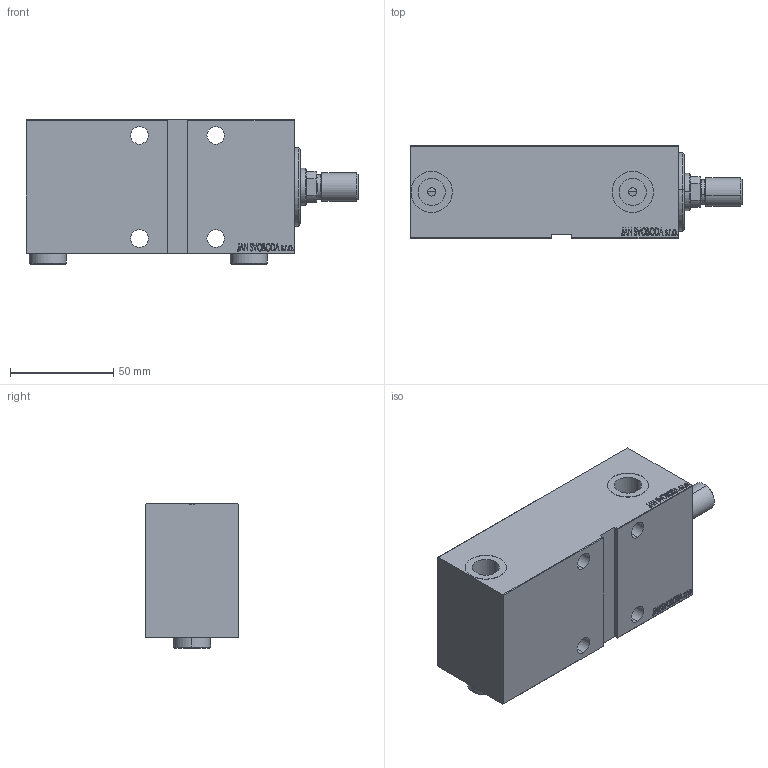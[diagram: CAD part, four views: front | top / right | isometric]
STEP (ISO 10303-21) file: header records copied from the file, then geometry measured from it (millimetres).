
FILE_DESCRIPTION (( 'STEP AP203' ), '1' );
FILE_NAME ('e2e9.STEP', '2024-02-13T08:28:15', ( '' ), ( '' ), 'SwSTEP 2.0', 'SolidWorks 2019', '' );
FILE_SCHEMA (( 'CONFIG_CONTROL_DESIGN' ));
Length unit declared in the file: millimetre
Products named in the file (6): V450CM_MALE_METRIC a24c88359e12c514fc8e2938e50bac36; Zatka_OIL_PORT a24c88359e12c514fc8e2938e50bac36; V450CM_G_VCP a24c88359e12c514fc8e2938e50bac36; V450CM_VC_G a24c88359e12c514fc8e2938e50bac36; e2e9; V450CM_G_Body a24c88359e12c514fc8e2938e50bac36
Assembly tree (6 placements, depth 2):
  e2e9
    V450CM_G_Body a24c88359e12c514fc8e2938e50bac36
    V450CM_G_VCP a24c88359e12c514fc8e2938e50bac36
    V450CM_VC_G a24c88359e12c514fc8e2938e50bac36
    V450CM_MALE_METRIC a24c88359e12c514fc8e2938e50bac36
    Zatka_OIL_PORT a24c88359e12c514fc8e2938e50bac36  x2
Bounding box: 161 x 45 x 69.9 mm (x, y, z)
Volume: 351248.3 mm3; surface area: 67364.3 mm2
Topology: 6 solids, 6 shells, 910 faces, 2314 edges, 1527 vertices
Faces by surface type: plane 444, bspline 380, cylinder 62, cone 22, torus 2
Entity records: 44408 total; most frequent: CARTESIAN_POINT 24647, ORIENTED_EDGE 4544, DIRECTION 2682, EDGE_CURVE 2272, VERTEX_POINT 1503, LINE 1358, VECTOR 1358, EDGE_LOOP 1017
